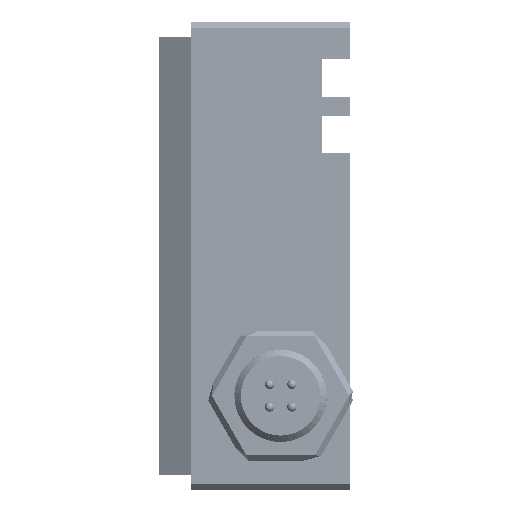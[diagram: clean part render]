
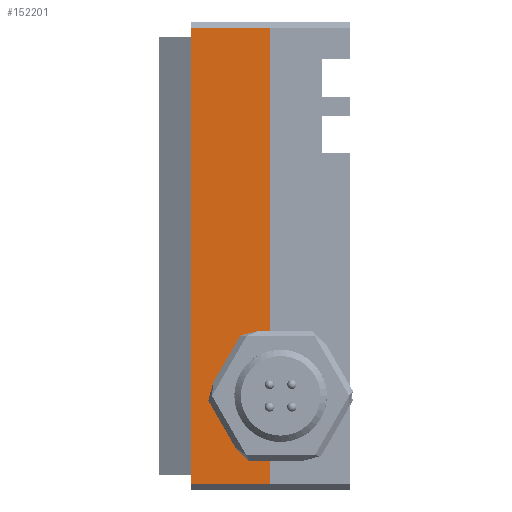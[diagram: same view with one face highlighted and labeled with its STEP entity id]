
A CAD part, left-side view. The second image highlights one B-rep face of the part: STEP entity #152201.
In plain terms, the highlighted planar face has unit normal (-1, 0, 0).
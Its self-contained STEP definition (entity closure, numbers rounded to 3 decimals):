
#4697=PLANE('',#162310);
#11034=FACE_OUTER_BOUND('',#19084,.T.);
#19084=EDGE_LOOP('',(#126582,#126583,#126584,#126585,#126586,#126587));
#33955=LINE('',#238107,#51583);
#34003=LINE('',#238290,#51631);
#34004=LINE('',#238291,#51632);
#34005=LINE('',#238293,#51633);
#34006=LINE('',#238294,#51634);
#51583=VECTOR('',#192648,10.);
#51631=VECTOR('',#192816,10.);
#51632=VECTOR('',#192817,10.);
#51633=VECTOR('',#192818,10.);
#51634=VECTOR('',#192819,10.);
#59952=CIRCLE('',#162309,2.5);
#71446=VERTEX_POINT('',#238103);
#71448=VERTEX_POINT('',#238106);
#71521=VERTEX_POINT('',#238283);
#71522=VERTEX_POINT('',#238285);
#71523=VERTEX_POINT('',#238289);
#71524=VERTEX_POINT('',#238292);
#90687=EDGE_CURVE('',#71448,#71446,#33955,.T.);
#90765=EDGE_CURVE('',#71522,#71521,#59952,.T.);
#90767=EDGE_CURVE('',#71523,#71521,#34003,.T.);
#90768=EDGE_CURVE('',#71448,#71523,#34004,.T.);
#90769=EDGE_CURVE('',#71524,#71446,#34005,.T.);
#90770=EDGE_CURVE('',#71522,#71524,#34006,.T.);
#126582=ORIENTED_EDGE('',*,*,#90765,.T.);
#126583=ORIENTED_EDGE('',*,*,#90767,.F.);
#126584=ORIENTED_EDGE('',*,*,#90768,.F.);
#126585=ORIENTED_EDGE('',*,*,#90687,.T.);
#126586=ORIENTED_EDGE('',*,*,#90769,.F.);
#126587=ORIENTED_EDGE('',*,*,#90770,.F.);
#152201=ADVANCED_FACE('',(#11034),#4697,.T.);
#162309=AXIS2_PLACEMENT_3D('',#238286,#192811,#192812);
#162310=AXIS2_PLACEMENT_3D('',#238288,#192814,#192815);
#192648=DIRECTION('',(0.,0.,-1.));
#192811=DIRECTION('center_axis',(1.,0.,0.));
#192812=DIRECTION('ref_axis',(0.,0.,1.));
#192814=DIRECTION('center_axis',(-1.,0.,0.));
#192815=DIRECTION('ref_axis',(0.,0.,1.));
#192816=DIRECTION('',(0.,0.,-1.));
#192817=DIRECTION('',(0.,-1.,0.));
#192818=DIRECTION('',(0.,1.,0.));
#192819=DIRECTION('',(0.,0.,-1.));
#238103=CARTESIAN_POINT('',(0.,4.25,0.3));
#238106=CARTESIAN_POINT('',(0.,4.25,24.7));
#238107=CARTESIAN_POINT('',(0.,4.25,12.5));
#238283=CARTESIAN_POINT('',(0.,0.,7.5));
#238285=CARTESIAN_POINT('',(0.,0.,2.5));
#238286=CARTESIAN_POINT('Origin',(0.,0.,5.));
#238288=CARTESIAN_POINT('Origin',(0.,0.,0.));
#238289=CARTESIAN_POINT('',(0.,0.,24.7));
#238290=CARTESIAN_POINT('',(0.,0.,25.));
#238291=CARTESIAN_POINT('',(0.,0.,24.7));
#238292=CARTESIAN_POINT('',(0.,0.,0.3));
#238293=CARTESIAN_POINT('',(0.,0.,0.3));
#238294=CARTESIAN_POINT('',(0.,0.,25.));
